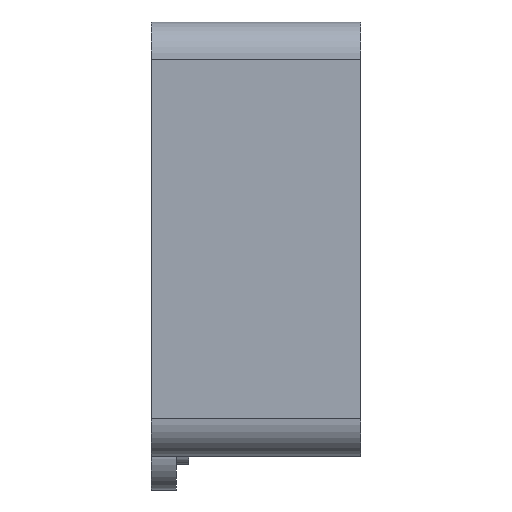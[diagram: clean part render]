
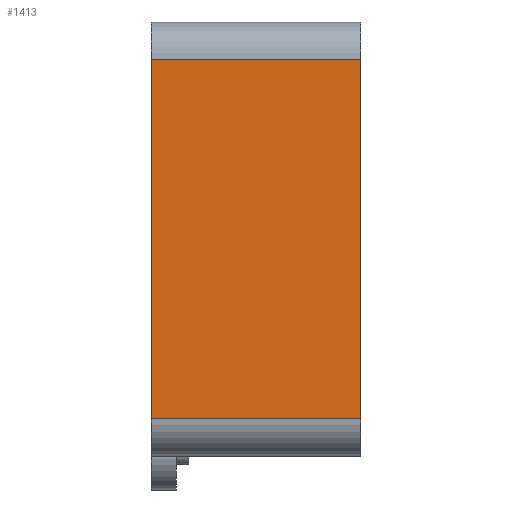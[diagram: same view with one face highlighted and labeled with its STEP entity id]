
A CAD part, left-side view. The second image highlights one B-rep face of the part: STEP entity #1413.
In plain terms, the highlighted planar face has unit normal (-1, 0, 0).
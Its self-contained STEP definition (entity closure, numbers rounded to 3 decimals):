
#149=FACE_OUTER_BOUND('',#237,.T.);
#237=EDGE_LOOP('',(#1120,#1121,#1122,#1123));
#377=LINE('',#2214,#531);
#378=LINE('',#2216,#532);
#379=LINE('',#2218,#533);
#380=LINE('',#2219,#534);
#531=VECTOR('',#1804,10.);
#532=VECTOR('',#1805,10.);
#533=VECTOR('',#1806,10.);
#534=VECTOR('',#1807,10.);
#667=VERTEX_POINT('',#2212);
#668=VERTEX_POINT('',#2213);
#669=VERTEX_POINT('',#2215);
#670=VERTEX_POINT('',#2217);
#837=EDGE_CURVE('',#667,#668,#377,.T.);
#838=EDGE_CURVE('',#667,#669,#378,.T.);
#839=EDGE_CURVE('',#670,#669,#379,.T.);
#840=EDGE_CURVE('',#668,#670,#380,.T.);
#1120=ORIENTED_EDGE('',*,*,#837,.F.);
#1121=ORIENTED_EDGE('',*,*,#838,.T.);
#1122=ORIENTED_EDGE('',*,*,#839,.F.);
#1123=ORIENTED_EDGE('',*,*,#840,.F.);
#1349=PLANE('',#1524);
#1413=ADVANCED_FACE('',(#149),#1349,.T.);
#1524=AXIS2_PLACEMENT_3D('',#2211,#1802,#1803);
#1802=DIRECTION('center_axis',(-1.,0.,0.));
#1803=DIRECTION('ref_axis',(0.,0.,-1.));
#1804=DIRECTION('',(0.,0.,1.));
#1805=DIRECTION('',(0.,-1.,0.));
#1806=DIRECTION('',(0.,0.,-1.));
#1807=DIRECTION('',(0.,-1.,0.));
#2211=CARTESIAN_POINT('Origin',(-6.,0.,13.));
#2212=CARTESIAN_POINT('',(-6.,0.,-72.725));
#2213=CARTESIAN_POINT('',(-6.,0.,13.));
#2214=CARTESIAN_POINT('',(-6.,0.,-72.725));
#2215=CARTESIAN_POINT('',(-6.,-50.,-72.725));
#2216=CARTESIAN_POINT('',(-6.,0.,-72.725));
#2217=CARTESIAN_POINT('',(-6.,-50.,13.));
#2218=CARTESIAN_POINT('',(-6.,-50.,-72.725));
#2219=CARTESIAN_POINT('',(-6.,0.,13.));
